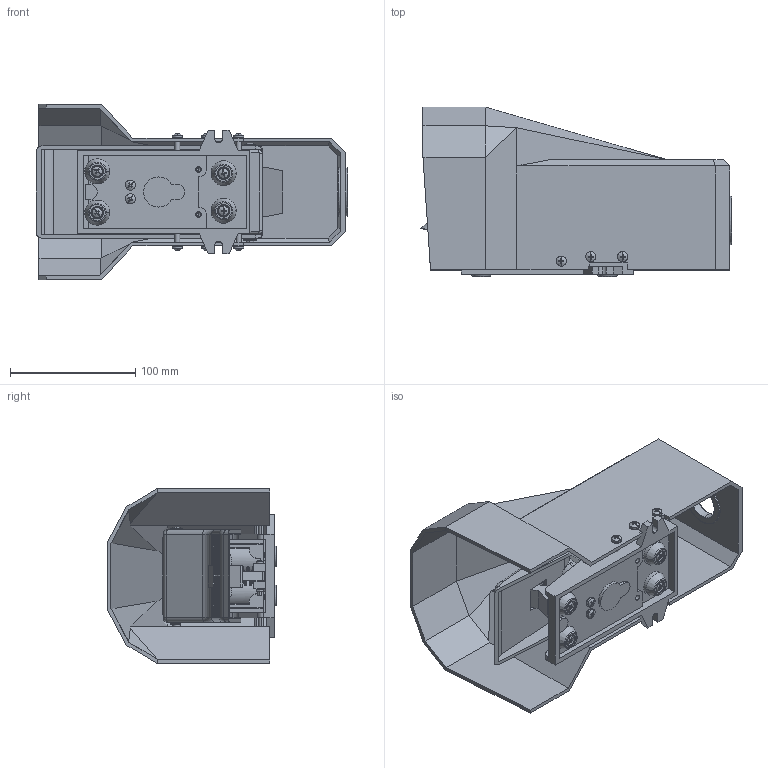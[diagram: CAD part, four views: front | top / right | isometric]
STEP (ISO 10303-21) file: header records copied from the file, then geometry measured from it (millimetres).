
FILE_DESCRIPTION (( 'STEP AP203' ), '1' );
FILE_NAME ('4F210GL.step', '2017-03-10T18:34:16', ( '' ), ( '' ), 'SwSTEP 2.0', 'SolidWorks 2016', '' );
FILE_SCHEMA (( 'CONFIG_CONTROL_DESIGN' ));
Length unit declared in the file: millimetre
Products named in the file (1): 4F210GL
Bounding box: 248.67 x 135.5 x 140 mm (x, y, z)
Volume: 505646.1 mm3; surface area: 306164.9 mm2
Topology: 36 solids, 40 shells, 1365 faces, 3537 edges, 2297 vertices
Faces by surface type: plane 730, cylinder 530, bspline 71, cone 27, torus 7
Entity records: 49123 total; most frequent: CARTESIAN_POINT 15556, ORIENTED_EDGE 7058, DIRECTION 6917, EDGE_CURVE 3529, AXIS2_PLACEMENT_3D 2444, VERTEX_POINT 2297, VECTOR 2029, LINE 2029
